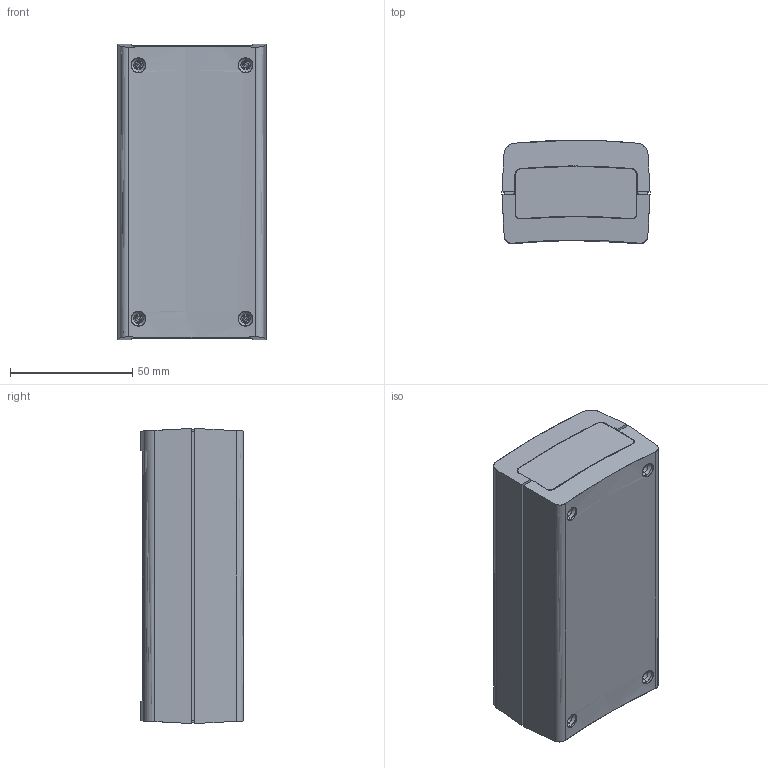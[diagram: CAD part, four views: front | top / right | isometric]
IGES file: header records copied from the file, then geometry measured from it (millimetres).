
Start section: SolidWorks IGES file using analytic representation for surfaces
Global section: file name: Z-98.IGS; native system: SolidWorks 2009; preprocessor: SolidWorks 2009; author: uki; date: 120516.230629; units: millimetre
Bounding box: 60.5 x 42.1 x 120.6 mm (x, y, z)
Surface area: 61046.2 mm2 (no closed solid volume)
Topology: 0 solids, 0 shells, 295 faces, 4728 edges, 4728 vertices
Faces by surface type: revolution 159, bspline 136
